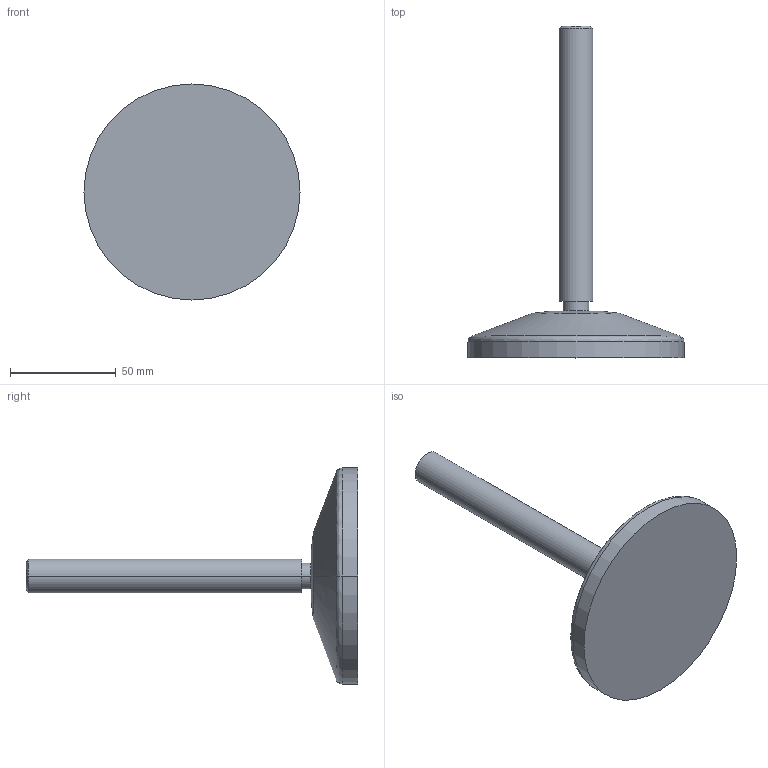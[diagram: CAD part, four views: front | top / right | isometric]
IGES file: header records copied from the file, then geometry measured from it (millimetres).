
Start section:  PTC IGES file: r0132633032.igs
Global section: file name: r0132633032.igs; native system: Pro/ENGINEER by Parametric Technology Corporation; preprocessor: 2005310; author: Andrea.Castagnoli; organization: Unknown; date: 070219.112419; units: millimetre
Bounding box: 102 x 156.6 x 102 mm (x, y, z)
Volume: 153949.7 mm3; surface area: 26545.8 mm2
Topology: 1 solids, 1 shells, 20 faces, 38 edges, 22 vertices
Faces by surface type: revolution 16, bspline 4
